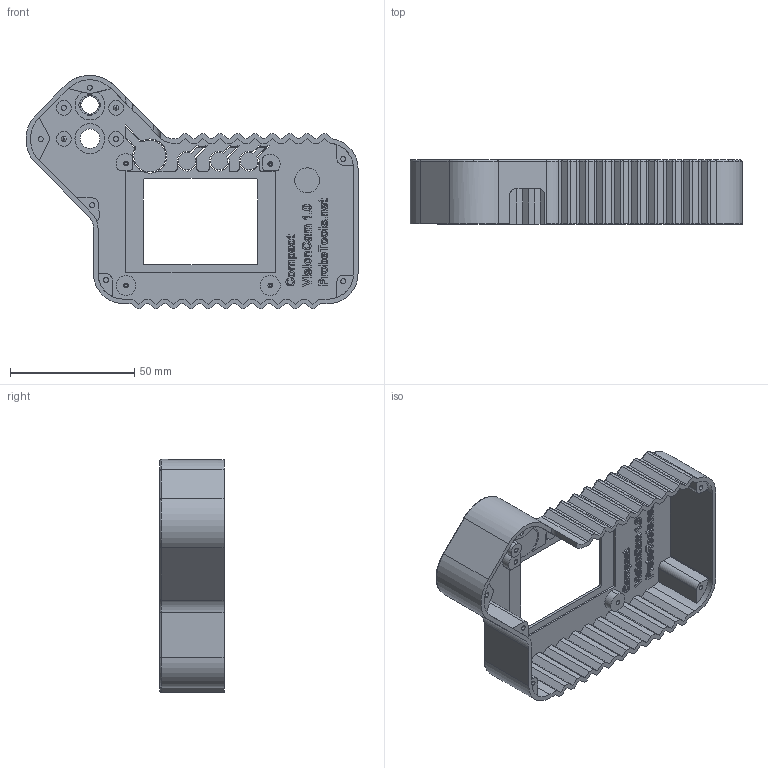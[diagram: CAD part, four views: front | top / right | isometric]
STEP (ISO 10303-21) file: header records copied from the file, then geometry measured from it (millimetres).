
FILE_DESCRIPTION (( 'STEP AP203' ), '1' );
FILE_NAME ('Compact VisionCam Front.STEP', '2018-04-20T15:09:59', ( '' ), ( '' ), 'SwSTEP 2.0', 'SolidWorks 2017', '' );
FILE_SCHEMA (( 'CONFIG_CONTROL_DESIGN' ));
Length unit declared in the file: millimetre
Products named in the file (1): Compact VisionCam Front
Bounding box: 133.49 x 25.75 x 93.78 mm (x, y, z)
Volume: 37209.5 mm3; surface area: 36684.1 mm2
Topology: 1 solids, 1 shells, 959 faces, 2532 edges, 1648 vertices
Faces by surface type: plane 472, bspline 235, cylinder 218, cone 20, torus 14
Entity records: 41058 total; most frequent: CARTESIAN_POINT 18844, ORIENTED_EDGE 5064, DIRECTION 3744, EDGE_CURVE 2532, VERTEX_POINT 1648, LINE 1628, VECTOR 1628, AXIS2_PLACEMENT_3D 1058
